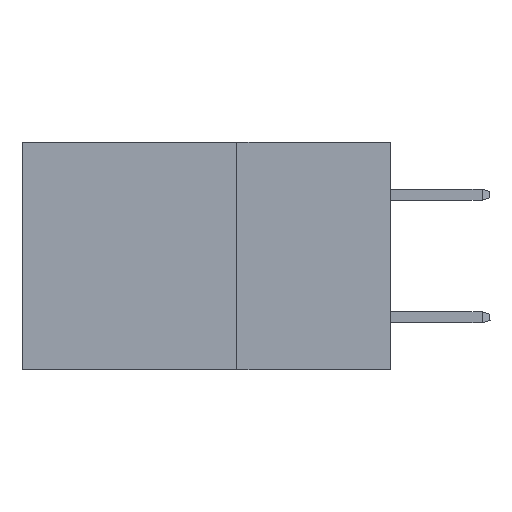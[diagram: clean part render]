
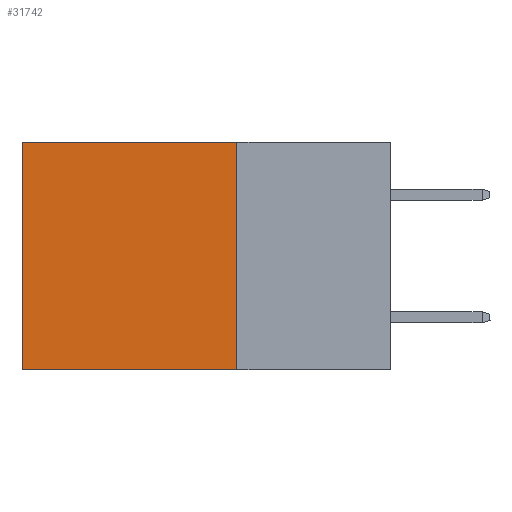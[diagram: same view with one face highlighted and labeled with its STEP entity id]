
A CAD part, left-side view. The second image highlights one B-rep face of the part: STEP entity #31742.
In plain terms, the highlighted planar face has unit normal (-1, 0, 0).
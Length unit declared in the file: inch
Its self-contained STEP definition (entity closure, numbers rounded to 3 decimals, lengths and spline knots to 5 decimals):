
#327 = DIRECTION ( 'NONE',  ( 0., 0., -1. ) ) ;
#659 = CARTESIAN_POINT ( 'NONE',  ( 0.2875, 0.25, -0.37 ) ) ;
#1264 = ORIENTED_EDGE ( 'NONE', *, *, #3800, .F. ) ;
#1540 = CARTESIAN_POINT ( 'NONE',  ( 0.2875, 0.6, -0.37 ) ) ;
#2259 = CARTESIAN_POINT ( 'NONE',  ( 0.2875, 0.6, 0. ) ) ;
#3582 = EDGE_LOOP ( 'NONE', ( #7736, #1264, #8257, #29164 ) ) ;
#3800 = EDGE_CURVE ( 'NONE', #13003, #18230, #17684, .T. ) ;
#4583 = AXIS2_PLACEMENT_3D ( 'NONE', #26024, #13353, #20795 ) ;
#4882 = DIRECTION ( 'NONE',  ( 0., 1., 0. ) ) ;
#6175 = DIRECTION ( 'NONE',  ( 0., 1., 0. ) ) ;
#7736 = ORIENTED_EDGE ( 'NONE', *, *, #15989, .T. ) ;
#8131 = VECTOR ( 'NONE', #4882, 39.37008 ) ;
#8257 = ORIENTED_EDGE ( 'NONE', *, *, #19211, .F. ) ;
#8351 = CARTESIAN_POINT ( 'NONE',  ( 0.2875, 0.25, 0. ) ) ;
#8904 = LINE ( 'NONE', #23936, #28114 ) ;
#10874 = PLANE ( 'NONE',  #4583 ) ;
#11899 = VECTOR ( 'NONE', #6175, 39.37008 ) ;
#13003 = VERTEX_POINT ( 'NONE', #659 ) ;
#13353 = DIRECTION ( 'NONE',  ( 1., 0., 0. ) ) ;
#15989 = EDGE_CURVE ( 'NONE', #25802, #18230, #30948, .T. ) ;
#16479 = CARTESIAN_POINT ( 'NONE',  ( 0.2875, 0.25, -0.37 ) ) ;
#17513 = CARTESIAN_POINT ( 'NONE',  ( 0.2875, 0.25, 0. ) ) ;
#17684 = LINE ( 'NONE', #16479, #11899 ) ;
#18230 = VERTEX_POINT ( 'NONE', #1540 ) ;
#18979 = CARTESIAN_POINT ( 'NONE',  ( 0.2875, 0.6, 0. ) ) ;
#19004 = EDGE_CURVE ( 'NONE', #27330, #25802, #28490, .T. ) ;
#19211 = EDGE_CURVE ( 'NONE', #27330, #13003, #8904, .T. ) ;
#20795 = DIRECTION ( 'NONE',  ( 0., 0., -1. ) ) ;
#23936 = CARTESIAN_POINT ( 'NONE',  ( 0.2875, 0.25, 0. ) ) ;
#24613 = FACE_OUTER_BOUND ( 'NONE', #3582, .T. ) ;
#24785 = VECTOR ( 'NONE', #27394, 39.37008 ) ;
#25802 = VERTEX_POINT ( 'NONE', #18979 ) ;
#26024 = CARTESIAN_POINT ( 'NONE',  ( 0.2875, 0.25, 0. ) ) ;
#27330 = VERTEX_POINT ( 'NONE', #8351 ) ;
#27394 = DIRECTION ( 'NONE',  ( 0., 0., -1. ) ) ;
#28114 = VECTOR ( 'NONE', #327, 39.37008 ) ;
#28490 = LINE ( 'NONE', #17513, #8131 ) ;
#29164 = ORIENTED_EDGE ( 'NONE', *, *, #19004, .T. ) ;
#30948 = LINE ( 'NONE', #2259, #24785 ) ;
#31742 = ADVANCED_FACE ( 'NONE', ( #24613 ), #10874, .F. ) ;
